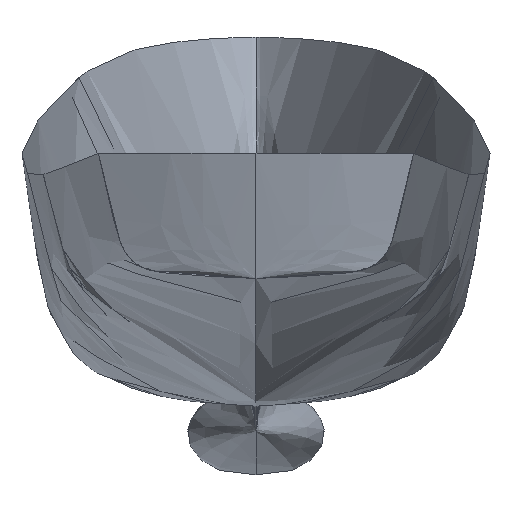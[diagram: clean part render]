
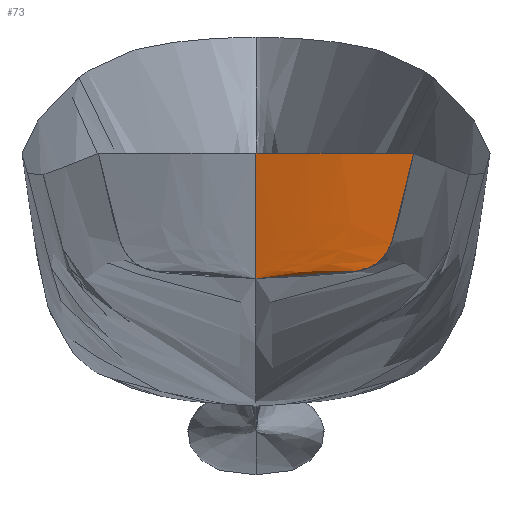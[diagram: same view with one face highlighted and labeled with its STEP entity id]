
A CAD part, left-side view. The second image highlights one B-rep face of the part: STEP entity #73.
In plain terms, the highlighted free-form (B-spline) face has degree [3, 3] with [8, 8] control points.
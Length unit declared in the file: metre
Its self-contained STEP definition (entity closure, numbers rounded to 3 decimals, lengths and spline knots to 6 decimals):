
#73=ADVANCED_FACE('',(#79),#157,.T.);
#79=FACE_OUTER_BOUND('',#85,.T.);
#85=EDGE_LOOP('',(#91,#92,#93));
#91=ORIENTED_EDGE('',*,*,#113,.T.);
#92=ORIENTED_EDGE('',*,*,#114,.T.);
#93=ORIENTED_EDGE('',*,*,#115,.T.);
#113=EDGE_CURVE('',#135,#136,#163,.T.);
#114=EDGE_CURVE('',#136,#137,#164,.T.);
#115=EDGE_CURVE('',#137,#135,#165,.T.);
#135=VERTEX_POINT('',#296);
#136=VERTEX_POINT('',#297);
#137=VERTEX_POINT('',#298);
#157=(
BOUNDED_SURFACE()
B_SPLINE_SURFACE(3,3,((#232,#233,#234,#235,#236,#237,#238,#239),(#240,#241,
#242,#243,#244,#245,#246,#247),(#248,#249,#250,#251,#252,#253,#254,#255),
(#256,#257,#258,#259,#260,#261,#262,#263),(#264,#265,#266,#267,#268,#269,
#270,#271),(#272,#273,#274,#275,#276,#277,#278,#279),(#280,#281,#282,#283,
#284,#285,#286,#287),(#288,#289,#290,#291,#292,#293,#294,#295)),.UNSPECIFIED.,
.F.,.F.,.F.)
B_SPLINE_SURFACE_WITH_KNOTS((4,1,1,1,1,4),(4,1,1,1,1,4),(0.,0.057036,
0.114072,0.171108,0.228144,0.28518),
(0.,0.086673,0.173346,0.260019,0.346692,
0.433366),.UNSPECIFIED.)
GEOMETRIC_REPRESENTATION_ITEM()
RATIONAL_B_SPLINE_SURFACE(((1.,1.,1.,1.,1.,1.,1.,1.),(1.,1.,1.,1.,1.,1.,
1.,1.),(1.,1.,1.,1.,1.,1.,1.,1.),(1.,1.,1.,1.,1.,1.,1.,1.),(1.,1.,1.,1.,
1.,1.,1.,1.),(1.,1.,1.,1.,1.,1.,1.,1.),(1.,1.,1.,1.,1.,1.,1.,1.),(1.,1.,
1.,1.,1.,1.,1.,1.)))
REPRESENTATION_ITEM('')
SURFACE()
);
#163=(
BOUNDED_CURVE()
B_SPLINE_CURVE(3,(#208,#209,#210,#211,#212,#213,#214,#215),.UNSPECIFIED.,
.F.,.F.)
B_SPLINE_CURVE_WITH_KNOTS((4,1,1,1,1,4),(0.,0.086673,0.173346,
0.260019,0.346692,0.433366),.UNSPECIFIED.)
CURVE()
GEOMETRIC_REPRESENTATION_ITEM()
RATIONAL_B_SPLINE_CURVE((1.,1.,1.,1.,1.,1.,1.,1.))
REPRESENTATION_ITEM('')
);
#164=(
BOUNDED_CURVE()
B_SPLINE_CURVE(3,(#216,#217,#218,#219,#220,#221,#222,#223),.UNSPECIFIED.,
.F.,.F.)
B_SPLINE_CURVE_WITH_KNOTS((4,1,1,1,1,4),(-0.28518,-0.228144,
-0.171108,-0.114072,-0.057036,0.),.UNSPECIFIED.)
CURVE()
GEOMETRIC_REPRESENTATION_ITEM()
RATIONAL_B_SPLINE_CURVE((1.,1.,1.,1.,1.,1.,1.,1.))
REPRESENTATION_ITEM('')
);
#165=(
BOUNDED_CURVE()
B_SPLINE_CURVE(3,(#224,#225,#226,#227,#228,#229,#230,#231),.UNSPECIFIED.,
.F.,.F.)
B_SPLINE_CURVE_WITH_KNOTS((4,1,1,1,1,4),(-0.433366,-0.346692,
-0.260019,-0.173346,-0.086673,0.),.UNSPECIFIED.)
CURVE()
GEOMETRIC_REPRESENTATION_ITEM()
RATIONAL_B_SPLINE_CURVE((1.,1.,1.,1.,1.,1.,1.,1.))
REPRESENTATION_ITEM('')
);
#208=CARTESIAN_POINT('',(-5.718768,0.,0.225097));
#209=CARTESIAN_POINT('',(-5.717385,-0.050923,0.226546));
#210=CARTESIAN_POINT('',(-5.706519,-0.141898,0.232278));
#211=CARTESIAN_POINT('',(-5.696799,-0.20268,0.239965));
#212=CARTESIAN_POINT('',(-5.693394,-0.235317,0.270591));
#213=CARTESIAN_POINT('',(-5.701448,-0.249015,0.317536));
#214=CARTESIAN_POINT('',(-5.707208,-0.259091,0.358836));
#215=CARTESIAN_POINT('',(-5.724454,-0.278648,0.446253));
#216=CARTESIAN_POINT('',(-5.724454,-0.278648,0.446253));
#217=CARTESIAN_POINT('',(-5.737614,-0.240312,0.446241));
#218=CARTESIAN_POINT('',(-5.749629,-0.20026,0.44623));
#219=CARTESIAN_POINT('',(-5.759928,-0.160208,0.446221));
#220=CARTESIAN_POINT('',(-5.767939,-0.120156,0.446213));
#221=CARTESIAN_POINT('',(-5.773088,-0.080104,0.446209));
#222=CARTESIAN_POINT('',(-5.776521,-0.040052,0.446205));
#223=CARTESIAN_POINT('',(-5.776521,0.,0.446205));
#224=CARTESIAN_POINT('',(-5.776521,0.,0.446205));
#225=CARTESIAN_POINT('',(-5.753554,0.,0.358684));
#226=CARTESIAN_POINT('',(-5.742644,0.,0.317498));
#227=CARTESIAN_POINT('',(-5.730586,0.,0.270591));
#228=CARTESIAN_POINT('',(-5.724844,0.,0.249426));
#229=CARTESIAN_POINT('',(-5.721972,0.,0.236841));
#230=CARTESIAN_POINT('',(-5.72025,0.,0.231121));
#231=CARTESIAN_POINT('',(-5.718768,0.,0.225097));
#232=CARTESIAN_POINT('',(-5.718768,0.,0.225097));
#233=CARTESIAN_POINT('',(-5.72025,0.,0.231121));
#234=CARTESIAN_POINT('',(-5.721972,0.,0.236841));
#235=CARTESIAN_POINT('',(-5.724844,0.,0.249426));
#236=CARTESIAN_POINT('',(-5.730586,0.,0.270591));
#237=CARTESIAN_POINT('',(-5.742644,0.,0.317498));
#238=CARTESIAN_POINT('',(-5.753554,0.,0.358684));
#239=CARTESIAN_POINT('',(-5.776521,0.,0.446205));
#240=CARTESIAN_POINT('',(-5.718768,0.,0.225097));
#241=CARTESIAN_POINT('',(-5.72025,-0.004005,0.231121));
#242=CARTESIAN_POINT('',(-5.721972,-0.006866,0.236841));
#243=CARTESIAN_POINT('',(-5.724844,-0.011443,0.249426));
#244=CARTESIAN_POINT('',(-5.730586,-0.018309,0.270591));
#245=CARTESIAN_POINT('',(-5.742644,-0.029753,0.317498));
#246=CARTESIAN_POINT('',(-5.753554,-0.03433,0.358684));
#247=CARTESIAN_POINT('',(-5.776521,-0.040052,0.446205));
#248=CARTESIAN_POINT('',(-5.718768,0.,0.225097));
#249=CARTESIAN_POINT('',(-5.72025,-0.010299,0.231121));
#250=CARTESIAN_POINT('',(-5.721972,-0.017737,0.236841));
#251=CARTESIAN_POINT('',(-5.724272,-0.029181,0.249426));
#252=CARTESIAN_POINT('',(-5.729441,-0.042913,0.270592));
#253=CARTESIAN_POINT('',(-5.740928,-0.060078,0.317499));
#254=CARTESIAN_POINT('',(-5.751265,-0.069233,0.358686));
#255=CARTESIAN_POINT('',(-5.773088,-0.080104,0.446209));
#256=CARTESIAN_POINT('',(-5.718768,0.,0.225097));
#257=CARTESIAN_POINT('',(-5.72025,-0.020598,0.231121));
#258=CARTESIAN_POINT('',(-5.7214,-0.033758,0.236841));
#259=CARTESIAN_POINT('',(-5.723128,-0.056073,0.249427));
#260=CARTESIAN_POINT('',(-5.727725,-0.073238,0.270593));
#261=CARTESIAN_POINT('',(-5.737495,-0.093836,0.317503));
#262=CARTESIAN_POINT('',(-5.74726,-0.104707,0.35869));
#263=CARTESIAN_POINT('',(-5.767939,-0.120156,0.446213));
#264=CARTESIAN_POINT('',(-5.718768,0.,0.225097));
#265=CARTESIAN_POINT('',(-5.719678,-0.032042,0.231121));
#266=CARTESIAN_POINT('',(-5.719683,-0.058362,0.236843));
#267=CARTESIAN_POINT('',(-5.719695,-0.089831,0.249431));
#268=CARTESIAN_POINT('',(-5.723147,-0.112146,0.270598));
#269=CARTESIAN_POINT('',(-5.732918,-0.127022,0.317507));
#270=CARTESIAN_POINT('',(-5.741538,-0.137893,0.358695));
#271=CARTESIAN_POINT('',(-5.759928,-0.160208,0.446221));
#272=CARTESIAN_POINT('',(-5.718768,0.,0.225097));
#273=CARTESIAN_POINT('',(-5.719088,-0.041196,0.230549));
#274=CARTESIAN_POINT('',(-5.717395,-0.089259,0.236845));
#275=CARTESIAN_POINT('',(-5.715117,-0.127594,0.249435));
#276=CARTESIAN_POINT('',(-5.716854,-0.148765,0.270604));
#277=CARTESIAN_POINT('',(-5.724907,-0.164785,0.317514));
#278=CARTESIAN_POINT('',(-5.733528,-0.177699,0.358703));
#279=CARTESIAN_POINT('',(-5.749629,-0.20026,0.44623));
#280=CARTESIAN_POINT('',(-5.718768,0.,0.225097));
#281=CARTESIAN_POINT('',(-5.718863,-0.04749,0.228833));
#282=CARTESIAN_POINT('',(-5.712817,-0.123589,0.236849));
#283=CARTESIAN_POINT('',(-5.706533,-0.166502,0.247726));
#284=CARTESIAN_POINT('',(-5.709415,-0.183095,0.27061));
#285=CARTESIAN_POINT('',(-5.71518,-0.203693,0.317523));
#286=CARTESIAN_POINT('',(-5.722656,-0.216779,0.358713));
#287=CARTESIAN_POINT('',(-5.737614,-0.240312,0.446241));
#288=CARTESIAN_POINT('',(-5.718768,0.,0.225097));
#289=CARTESIAN_POINT('',(-5.717385,-0.050923,0.226546));
#290=CARTESIAN_POINT('',(-5.706519,-0.141898,0.232278));
#291=CARTESIAN_POINT('',(-5.696799,-0.20268,0.239965));
#292=CARTESIAN_POINT('',(-5.693394,-0.235317,0.270591));
#293=CARTESIAN_POINT('',(-5.701448,-0.249015,0.317536));
#294=CARTESIAN_POINT('',(-5.707208,-0.259091,0.358836));
#295=CARTESIAN_POINT('',(-5.724454,-0.278648,0.446253));
#296=CARTESIAN_POINT('',(-5.718768,0.,0.225097));
#297=CARTESIAN_POINT('',(-5.724454,-0.278648,0.446253));
#298=CARTESIAN_POINT('',(-5.776521,0.,0.446205));
